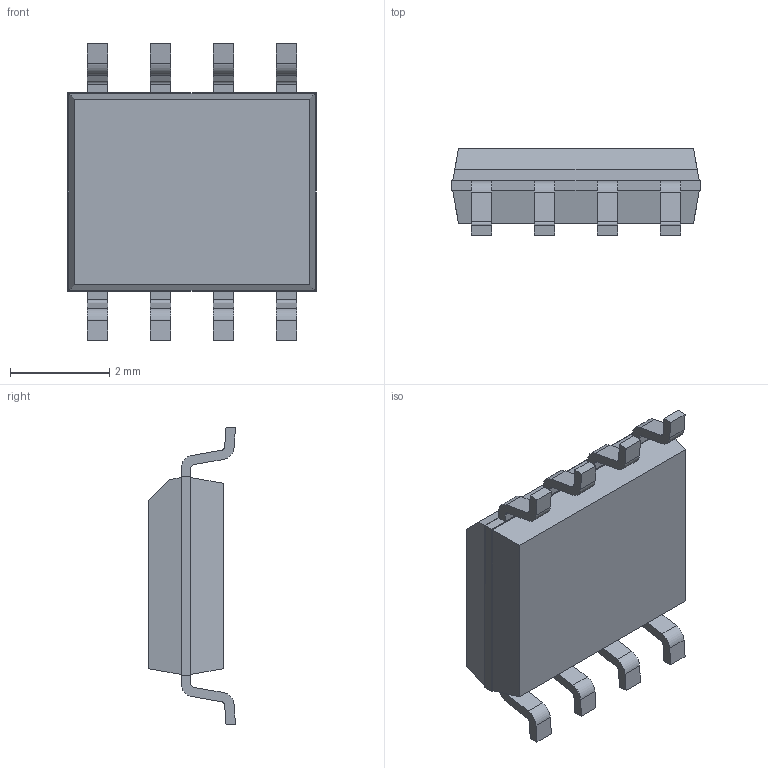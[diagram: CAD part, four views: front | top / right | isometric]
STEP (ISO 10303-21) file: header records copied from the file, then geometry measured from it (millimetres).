
FILE_DESCRIPTION (( 'STEP AP214' ), '1' );
FILE_NAME ('TLE5501E0001XUMA1.STEP', '2018-10-09T22:49:31', ( '' ), ( '' ), 'SwSTEP 2.0', 'SolidWorks 2017', '' );
FILE_SCHEMA (( 'AUTOMOTIVE_DESIGN' ));
Length unit declared in the file: millimetre
Products named in the file (1): TLE5501E0001XUMA1
Bounding box: 5 x 1.75 x 6 mm (x, y, z)
Volume: 29 mm3; surface area: 78.7 mm2
Topology: 9 solids, 9 shells, 132 faces, 333 edges, 222 vertices
Faces by surface type: plane 98, cylinder 34
Entity records: 5129 total; most frequent: CARTESIAN_POINT 688, DIRECTION 667, ORIENTED_EDGE 666, EDGE_CURVE 333, LINE 265, VECTOR 265, VERTEX_POINT 222, AXIS2_PLACEMENT_3D 201
